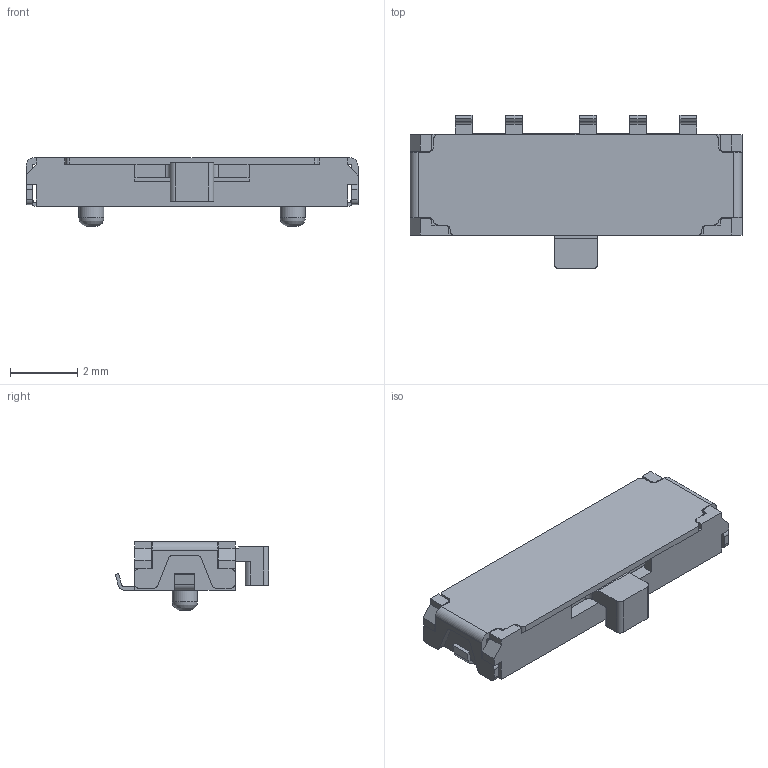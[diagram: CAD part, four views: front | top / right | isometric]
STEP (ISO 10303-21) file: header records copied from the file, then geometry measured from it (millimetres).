
FILE_DESCRIPTION(/* description */ (''),/* implementation_level */ '2;1');
FILE_NAME(/* name */ 'EG1312AR.stp',/* time_stamp */ '2020-12-17T14:39:12-06:00',/* author */ ('mroman'),/* organization */ (''),/* preprocessor_version */ 'ST-DEVELOPER v18',/* originating_system */ 'Autodesk Inventor 2020',/* authorisation */ '');
FILE_SCHEMA (('AUTOMOTIVE_DESIGN { 1 0 10303 214 3 1 1 }'));
Length unit declared in the file: millimetre
Products named in the file (1): EG1312AR
Bounding box: 9.9 x 4.57 x 2.05 mm (x, y, z)
Volume: 33.4 mm3; surface area: 186.2 mm2
Topology: 1 solids, 1 shells, 249 faces, 759 edges, 491 vertices
Faces by surface type: plane 177, cylinder 70, bspline 2
Full cylindrical faces by diameter (mm): 0.75 x2
Entity records: 8539 total; most frequent: CARTESIAN_POINT 1552, ORIENTED_EDGE 1518, DIRECTION 1408, EDGE_CURVE 759, LINE 606, VECTOR 606, VERTEX_POINT 491, AXIS2_PLACEMENT_3D 401
